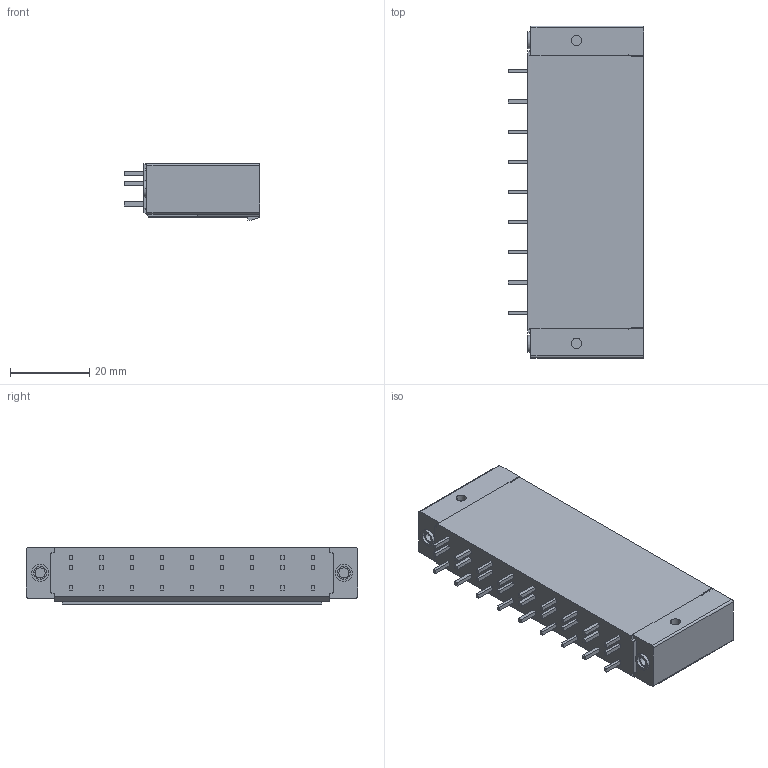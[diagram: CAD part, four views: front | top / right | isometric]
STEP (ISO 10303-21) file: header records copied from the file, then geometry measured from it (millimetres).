
FILE_DESCRIPTION((''),'2;1');
FILE_NAME('TLPHW-501V','2024-09-12T13:42:05',('sheji'),(''),'CREO PARAMETRIC BY PTC INC, 2018100','CREO PARAMETRIC BY PTC INC, 2018100','');
FILE_SCHEMA(('CONFIG_CONTROL_DESIGN'));
Length unit declared in the file: millimetre
Products named in the file (1): TLPHW-501V
Bounding box: 34.25 x 83.82 x 14.32 mm (x, y, z)
Volume: 22180.9 mm3; surface area: 16306.9 mm2
Topology: 1 solids, 1 shells, 813 faces, 2233 edges, 1484 vertices
Faces by surface type: plane 610, cylinder 201, cone 2
Entity records: 25698 total; most frequent: CARTESIAN_POINT 4579, ORIENTED_EDGE 4466, DIRECTION 4245, EDGE_CURVE 2233, VECTOR 1827, LINE 1827, VERTEX_POINT 1484, AXIS2_PLACEMENT_3D 1209
